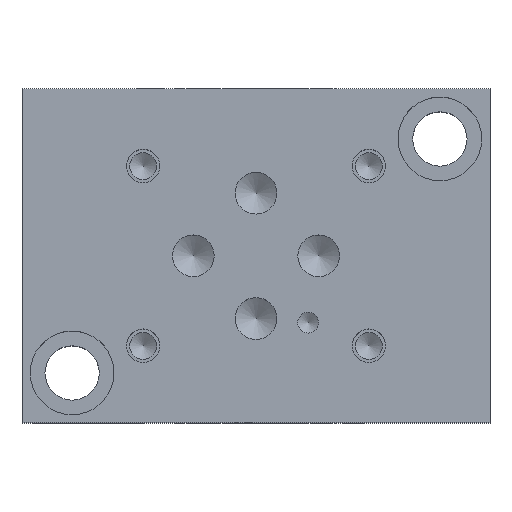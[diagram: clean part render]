
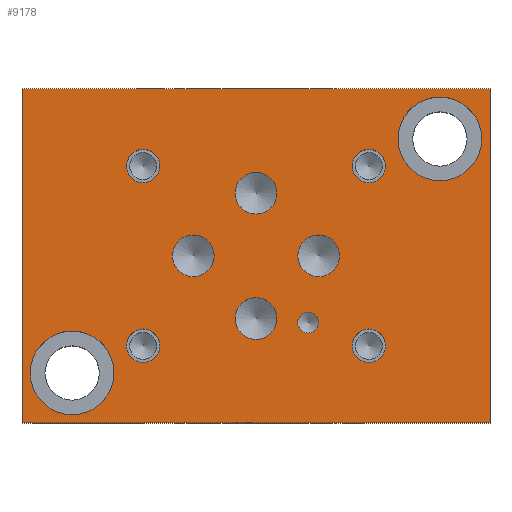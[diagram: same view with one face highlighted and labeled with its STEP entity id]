
A CAD part, top view. The second image highlights one B-rep face of the part: STEP entity #9178.
In plain terms, the highlighted planar face has unit normal (0, 0, 1).
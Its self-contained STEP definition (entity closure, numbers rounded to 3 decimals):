
#484=CIRCLE('',#9453,1.981);
#485=CIRCLE('',#9454,1.981);
#488=CIRCLE('',#9459,3.962);
#489=CIRCLE('',#9460,3.962);
#492=CIRCLE('',#9465,3.962);
#493=CIRCLE('',#9466,3.962);
#496=CIRCLE('',#9471,3.962);
#497=CIRCLE('',#9472,3.962);
#500=CIRCLE('',#9477,3.962);
#501=CIRCLE('',#9478,3.962);
#507=CIRCLE('',#9487,3.175);
#508=CIRCLE('',#9488,3.175);
#514=CIRCLE('',#9498,3.175);
#515=CIRCLE('',#9499,3.175);
#521=CIRCLE('',#9509,3.175);
#522=CIRCLE('',#9510,3.175);
#528=CIRCLE('',#9520,3.175);
#529=CIRCLE('',#9521,3.175);
#533=CIRCLE('',#9528,7.938);
#534=CIRCLE('',#9529,7.938);
#539=CIRCLE('',#9537,7.938);
#540=CIRCLE('',#9538,7.938);
#670=FACE_BOUND('',#1666,.T.);
#671=FACE_BOUND('',#1667,.T.);
#672=FACE_BOUND('',#1668,.T.);
#673=FACE_BOUND('',#1669,.T.);
#674=FACE_BOUND('',#1670,.T.);
#675=FACE_BOUND('',#1671,.T.);
#676=FACE_BOUND('',#1672,.T.);
#677=FACE_BOUND('',#1673,.T.);
#678=FACE_BOUND('',#1674,.T.);
#679=FACE_BOUND('',#1675,.T.);
#680=FACE_BOUND('',#1676,.T.);
#1148=FACE_OUTER_BOUND('',#1665,.T.);
#1665=EDGE_LOOP('',(#8040,#8041,#8042,#8043));
#1666=EDGE_LOOP('',(#8044,#8045));
#1667=EDGE_LOOP('',(#8046,#8047));
#1668=EDGE_LOOP('',(#8048,#8049));
#1669=EDGE_LOOP('',(#8050,#8051));
#1670=EDGE_LOOP('',(#8052,#8053));
#1671=EDGE_LOOP('',(#8054,#8055));
#1672=EDGE_LOOP('',(#8056,#8057));
#1673=EDGE_LOOP('',(#8058,#8059));
#1674=EDGE_LOOP('',(#8060,#8061));
#1675=EDGE_LOOP('',(#8062,#8063));
#1676=EDGE_LOOP('',(#8064,#8065));
#1715=LINE('',#11569,#2576);
#1831=LINE('',#12812,#2692);
#2447=LINE('',#15311,#3308);
#2540=LINE('',#15805,#3401);
#2576=VECTOR('',#9736,10.);
#2692=VECTOR('',#9902,10.);
#3308=VECTOR('',#10928,10.);
#3401=VECTOR('',#11485,10.);
#3426=VERTEX_POINT('',#11566);
#3427=VERTEX_POINT('',#11568);
#3585=VERTEX_POINT('',#12811);
#4095=VERTEX_POINT('',#15310);
#4117=VERTEX_POINT('',#15375);
#4118=VERTEX_POINT('',#15376);
#4122=VERTEX_POINT('',#15388);
#4123=VERTEX_POINT('',#15389);
#4127=VERTEX_POINT('',#15401);
#4128=VERTEX_POINT('',#15402);
#4132=VERTEX_POINT('',#15414);
#4133=VERTEX_POINT('',#15415);
#4137=VERTEX_POINT('',#15427);
#4138=VERTEX_POINT('',#15428);
#4145=VERTEX_POINT('',#15447);
#4146=VERTEX_POINT('',#15448);
#4153=VERTEX_POINT('',#15469);
#4154=VERTEX_POINT('',#15470);
#4161=VERTEX_POINT('',#15491);
#4162=VERTEX_POINT('',#15492);
#4169=VERTEX_POINT('',#15513);
#4170=VERTEX_POINT('',#15514);
#4174=VERTEX_POINT('',#15528);
#4175=VERTEX_POINT('',#15529);
#4180=VERTEX_POINT('',#15545);
#4181=VERTEX_POINT('',#15546);
#4300=EDGE_CURVE('',#3427,#3426,#1715,.T.);
#4536=EDGE_CURVE('',#3585,#3427,#1831,.T.);
#5300=EDGE_CURVE('',#4095,#3585,#2447,.T.);
#5331=EDGE_CURVE('',#4117,#4118,#484,.T.);
#5332=EDGE_CURVE('',#4118,#4117,#485,.T.);
#5337=EDGE_CURVE('',#4122,#4123,#488,.T.);
#5338=EDGE_CURVE('',#4123,#4122,#489,.T.);
#5343=EDGE_CURVE('',#4127,#4128,#492,.T.);
#5344=EDGE_CURVE('',#4128,#4127,#493,.T.);
#5349=EDGE_CURVE('',#4132,#4133,#496,.T.);
#5350=EDGE_CURVE('',#4133,#4132,#497,.T.);
#5355=EDGE_CURVE('',#4137,#4138,#500,.T.);
#5356=EDGE_CURVE('',#4138,#4137,#501,.T.);
#5364=EDGE_CURVE('',#4145,#4146,#507,.T.);
#5365=EDGE_CURVE('',#4146,#4145,#508,.T.);
#5374=EDGE_CURVE('',#4153,#4154,#514,.T.);
#5375=EDGE_CURVE('',#4154,#4153,#515,.T.);
#5384=EDGE_CURVE('',#4161,#4162,#521,.T.);
#5385=EDGE_CURVE('',#4162,#4161,#522,.T.);
#5394=EDGE_CURVE('',#4169,#4170,#528,.T.);
#5395=EDGE_CURVE('',#4170,#4169,#529,.T.);
#5401=EDGE_CURVE('',#4174,#4175,#533,.T.);
#5402=EDGE_CURVE('',#4175,#4174,#534,.T.);
#5409=EDGE_CURVE('',#4180,#4181,#539,.T.);
#5410=EDGE_CURVE('',#4181,#4180,#540,.T.);
#5533=EDGE_CURVE('',#3426,#4095,#2540,.T.);
#8040=ORIENTED_EDGE('',*,*,#4536,.T.);
#8041=ORIENTED_EDGE('',*,*,#4300,.T.);
#8042=ORIENTED_EDGE('',*,*,#5533,.T.);
#8043=ORIENTED_EDGE('',*,*,#5300,.T.);
#8044=ORIENTED_EDGE('',*,*,#5331,.T.);
#8045=ORIENTED_EDGE('',*,*,#5332,.T.);
#8046=ORIENTED_EDGE('',*,*,#5337,.T.);
#8047=ORIENTED_EDGE('',*,*,#5338,.T.);
#8048=ORIENTED_EDGE('',*,*,#5343,.T.);
#8049=ORIENTED_EDGE('',*,*,#5344,.T.);
#8050=ORIENTED_EDGE('',*,*,#5349,.T.);
#8051=ORIENTED_EDGE('',*,*,#5350,.T.);
#8052=ORIENTED_EDGE('',*,*,#5355,.T.);
#8053=ORIENTED_EDGE('',*,*,#5356,.T.);
#8054=ORIENTED_EDGE('',*,*,#5364,.T.);
#8055=ORIENTED_EDGE('',*,*,#5365,.T.);
#8056=ORIENTED_EDGE('',*,*,#5374,.T.);
#8057=ORIENTED_EDGE('',*,*,#5375,.T.);
#8058=ORIENTED_EDGE('',*,*,#5384,.T.);
#8059=ORIENTED_EDGE('',*,*,#5385,.T.);
#8060=ORIENTED_EDGE('',*,*,#5394,.T.);
#8061=ORIENTED_EDGE('',*,*,#5395,.T.);
#8062=ORIENTED_EDGE('',*,*,#5401,.T.);
#8063=ORIENTED_EDGE('',*,*,#5402,.T.);
#8064=ORIENTED_EDGE('',*,*,#5409,.T.);
#8065=ORIENTED_EDGE('',*,*,#5410,.T.);
#8339=PLANE('',#9671);
#9178=ADVANCED_FACE('',(#1148,#670,#671,#672,#673,#674,#675,#676,#677,#678,
#679,#680),#8339,.T.);
#9453=AXIS2_PLACEMENT_3D('',#15377,#10987,#10988);
#9454=AXIS2_PLACEMENT_3D('',#15378,#10989,#10990);
#9459=AXIS2_PLACEMENT_3D('',#15390,#11001,#11002);
#9460=AXIS2_PLACEMENT_3D('',#15391,#11003,#11004);
#9465=AXIS2_PLACEMENT_3D('',#15403,#11015,#11016);
#9466=AXIS2_PLACEMENT_3D('',#15404,#11017,#11018);
#9471=AXIS2_PLACEMENT_3D('',#15416,#11029,#11030);
#9472=AXIS2_PLACEMENT_3D('',#15417,#11031,#11032);
#9477=AXIS2_PLACEMENT_3D('',#15429,#11043,#11044);
#9478=AXIS2_PLACEMENT_3D('',#15430,#11045,#11046);
#9487=AXIS2_PLACEMENT_3D('',#15449,#11065,#11066);
#9488=AXIS2_PLACEMENT_3D('',#15450,#11067,#11068);
#9498=AXIS2_PLACEMENT_3D('',#15471,#11090,#11091);
#9499=AXIS2_PLACEMENT_3D('',#15472,#11092,#11093);
#9509=AXIS2_PLACEMENT_3D('',#15493,#11115,#11116);
#9510=AXIS2_PLACEMENT_3D('',#15494,#11117,#11118);
#9520=AXIS2_PLACEMENT_3D('',#15515,#11140,#11141);
#9521=AXIS2_PLACEMENT_3D('',#15516,#11142,#11143);
#9528=AXIS2_PLACEMENT_3D('',#15530,#11158,#11159);
#9529=AXIS2_PLACEMENT_3D('',#15531,#11160,#11161);
#9537=AXIS2_PLACEMENT_3D('',#15547,#11178,#11179);
#9538=AXIS2_PLACEMENT_3D('',#15548,#11180,#11181);
#9671=AXIS2_PLACEMENT_3D('',#15808,#11490,#11491);
#9736=DIRECTION('',(0.,1.,0.));
#9902=DIRECTION('',(1.,0.,0.));
#10928=DIRECTION('',(0.,-1.,0.));
#10987=DIRECTION('center_axis',(0.,0.,-1.));
#10988=DIRECTION('ref_axis',(1.,0.,0.));
#10989=DIRECTION('center_axis',(0.,0.,-1.));
#10990=DIRECTION('ref_axis',(1.,0.,0.));
#11001=DIRECTION('center_axis',(0.,0.,-1.));
#11002=DIRECTION('ref_axis',(1.,0.,0.));
#11003=DIRECTION('center_axis',(0.,0.,-1.));
#11004=DIRECTION('ref_axis',(1.,0.,0.));
#11015=DIRECTION('center_axis',(0.,0.,-1.));
#11016=DIRECTION('ref_axis',(1.,0.,0.));
#11017=DIRECTION('center_axis',(0.,0.,-1.));
#11018=DIRECTION('ref_axis',(1.,0.,0.));
#11029=DIRECTION('center_axis',(0.,0.,-1.));
#11030=DIRECTION('ref_axis',(1.,0.,0.));
#11031=DIRECTION('center_axis',(0.,0.,-1.));
#11032=DIRECTION('ref_axis',(1.,0.,0.));
#11043=DIRECTION('center_axis',(0.,0.,-1.));
#11044=DIRECTION('ref_axis',(1.,0.,0.));
#11045=DIRECTION('center_axis',(0.,0.,-1.));
#11046=DIRECTION('ref_axis',(1.,0.,0.));
#11065=DIRECTION('center_axis',(0.,0.,-1.));
#11066=DIRECTION('ref_axis',(1.,0.,0.));
#11067=DIRECTION('center_axis',(0.,0.,-1.));
#11068=DIRECTION('ref_axis',(1.,0.,0.));
#11090=DIRECTION('center_axis',(0.,0.,-1.));
#11091=DIRECTION('ref_axis',(1.,0.,0.));
#11092=DIRECTION('center_axis',(0.,0.,-1.));
#11093=DIRECTION('ref_axis',(1.,0.,0.));
#11115=DIRECTION('center_axis',(0.,0.,-1.));
#11116=DIRECTION('ref_axis',(1.,0.,0.));
#11117=DIRECTION('center_axis',(0.,0.,-1.));
#11118=DIRECTION('ref_axis',(1.,0.,0.));
#11140=DIRECTION('center_axis',(0.,0.,-1.));
#11141=DIRECTION('ref_axis',(1.,0.,0.));
#11142=DIRECTION('center_axis',(0.,0.,-1.));
#11143=DIRECTION('ref_axis',(1.,0.,0.));
#11158=DIRECTION('center_axis',(0.,0.,-1.));
#11159=DIRECTION('ref_axis',(1.,0.,0.));
#11160=DIRECTION('center_axis',(0.,0.,-1.));
#11161=DIRECTION('ref_axis',(1.,0.,0.));
#11178=DIRECTION('center_axis',(0.,0.,-1.));
#11179=DIRECTION('ref_axis',(1.,0.,0.));
#11180=DIRECTION('center_axis',(0.,0.,-1.));
#11181=DIRECTION('ref_axis',(1.,0.,0.));
#11485=DIRECTION('',(-1.,0.,0.));
#11490=DIRECTION('center_axis',(0.,0.,1.));
#11491=DIRECTION('ref_axis',(1.,0.,0.));
#11566=CARTESIAN_POINT('',(88.9,63.5,31.75));
#11568=CARTESIAN_POINT('',(88.9,0.,31.75));
#11569=CARTESIAN_POINT('',(88.9,0.,31.75));
#12811=CARTESIAN_POINT('',(0.,0.,31.75));
#12812=CARTESIAN_POINT('',(0.,0.,31.75));
#15310=CARTESIAN_POINT('',(0.,63.5,31.75));
#15311=CARTESIAN_POINT('',(0.,63.5,31.75));
#15375=CARTESIAN_POINT('',(56.337,19.05,31.75));
#15376=CARTESIAN_POINT('',(52.375,19.05,31.75));
#15377=CARTESIAN_POINT('Origin',(54.356,19.05,31.75));
#15378=CARTESIAN_POINT('Origin',(54.356,19.05,31.75));
#15388=CARTESIAN_POINT('',(36.5,31.75,31.75));
#15389=CARTESIAN_POINT('',(28.575,31.75,31.75));
#15390=CARTESIAN_POINT('Origin',(32.537,31.75,31.75));
#15391=CARTESIAN_POINT('Origin',(32.537,31.75,31.75));
#15401=CARTESIAN_POINT('',(48.412,43.663,31.75));
#15402=CARTESIAN_POINT('',(40.488,43.663,31.75));
#15403=CARTESIAN_POINT('Origin',(44.45,43.663,31.75));
#15404=CARTESIAN_POINT('Origin',(44.45,43.663,31.75));
#15414=CARTESIAN_POINT('',(48.412,19.837,31.75));
#15415=CARTESIAN_POINT('',(40.488,19.837,31.75));
#15416=CARTESIAN_POINT('Origin',(44.45,19.837,31.75));
#15417=CARTESIAN_POINT('Origin',(44.45,19.837,31.75));
#15427=CARTESIAN_POINT('',(60.325,31.75,31.75));
#15428=CARTESIAN_POINT('',(52.4,31.75,31.75));
#15429=CARTESIAN_POINT('Origin',(56.363,31.75,31.75));
#15430=CARTESIAN_POINT('Origin',(56.363,31.75,31.75));
#15447=CARTESIAN_POINT('',(26.187,14.681,31.75));
#15448=CARTESIAN_POINT('',(19.837,14.681,31.75));
#15449=CARTESIAN_POINT('Origin',(23.012,14.681,31.75));
#15450=CARTESIAN_POINT('Origin',(23.012,14.681,31.75));
#15469=CARTESIAN_POINT('',(26.187,48.819,31.75));
#15470=CARTESIAN_POINT('',(19.837,48.819,31.75));
#15471=CARTESIAN_POINT('Origin',(23.012,48.819,31.75));
#15472=CARTESIAN_POINT('Origin',(23.012,48.819,31.75));
#15491=CARTESIAN_POINT('',(69.063,48.819,31.75));
#15492=CARTESIAN_POINT('',(62.713,48.819,31.75));
#15493=CARTESIAN_POINT('Origin',(65.888,48.819,31.75));
#15494=CARTESIAN_POINT('Origin',(65.888,48.819,31.75));
#15513=CARTESIAN_POINT('',(69.063,14.681,31.75));
#15514=CARTESIAN_POINT('',(62.713,14.681,31.75));
#15515=CARTESIAN_POINT('Origin',(65.888,14.681,31.75));
#15516=CARTESIAN_POINT('Origin',(65.888,14.681,31.75));
#15528=CARTESIAN_POINT('',(17.463,9.525,31.75));
#15529=CARTESIAN_POINT('',(1.588,9.525,31.75));
#15530=CARTESIAN_POINT('Origin',(9.525,9.525,31.75));
#15531=CARTESIAN_POINT('Origin',(9.525,9.525,31.75));
#15545=CARTESIAN_POINT('',(87.313,53.975,31.75));
#15546=CARTESIAN_POINT('',(71.438,53.975,31.75));
#15547=CARTESIAN_POINT('Origin',(79.375,53.975,31.75));
#15548=CARTESIAN_POINT('Origin',(79.375,53.975,31.75));
#15805=CARTESIAN_POINT('',(88.9,63.5,31.75));
#15808=CARTESIAN_POINT('Origin',(44.45,31.75,31.75));
